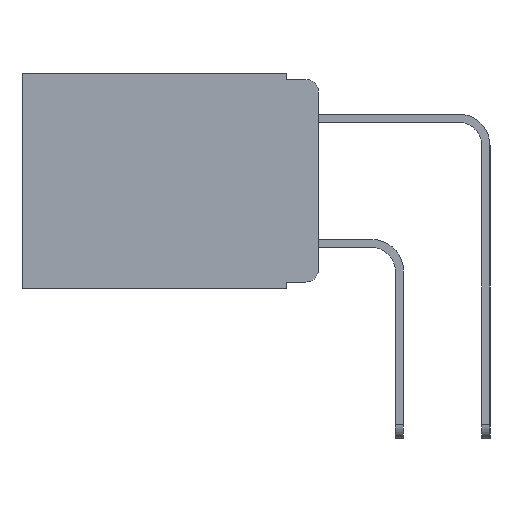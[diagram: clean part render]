
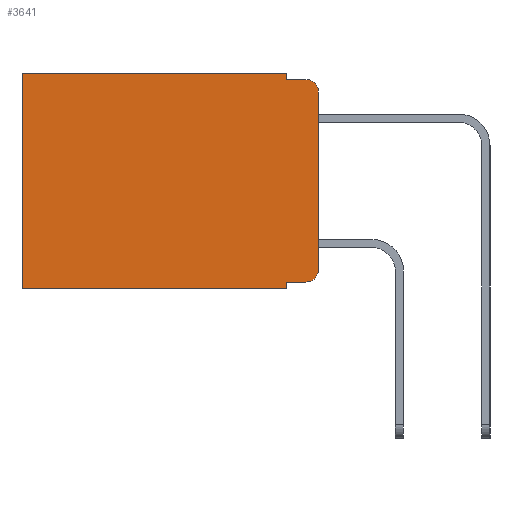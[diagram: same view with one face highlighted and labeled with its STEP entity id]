
A CAD part, left-side view. The second image highlights one B-rep face of the part: STEP entity #3641.
In plain terms, the highlighted planar face has unit normal (-1, 0, 0).
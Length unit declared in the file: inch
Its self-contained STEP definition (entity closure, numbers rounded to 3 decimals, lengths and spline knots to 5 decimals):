
#153 = LINE ( 'NONE', #7979, #8161 ) ;
#178 = CARTESIAN_POINT ( 'NONE',  ( 0.298, 0., 0. ) ) ;
#292 = ORIENTED_EDGE ( 'NONE', *, *, #1796, .F. ) ;
#333 = VECTOR ( 'NONE', #10692, 39.37008 ) ;
#388 = VERTEX_POINT ( 'NONE', #5993 ) ;
#423 = CARTESIAN_POINT ( 'NONE',  ( 0.298, 0.051, -0.333 ) ) ;
#621 = AXIS2_PLACEMENT_3D ( 'NONE', #10959, #10944, #12040 ) ;
#637 = ORIENTED_EDGE ( 'NONE', *, *, #1935, .T. ) ;
#985 = EDGE_CURVE ( 'NONE', #7579, #4953, #10447, .T. ) ;
#1245 = PLANE ( 'NONE',  #2635 ) ;
#1371 = LINE ( 'NONE', #8083, #9545 ) ;
#1462 = EDGE_CURVE ( 'NONE', #3142, #8392, #3073, .T. ) ;
#1796 = EDGE_CURVE ( 'NONE', #8398, #388, #153, .T. ) ;
#1820 = EDGE_CURVE ( 'NONE', #8398, #10260, #7853, .T. ) ;
#1837 = EDGE_CURVE ( 'NONE', #6640, #10260, #12775, .T. ) ;
#1857 = EDGE_CURVE ( 'NONE', #7579, #6640, #12249, .T. ) ;
#1879 = EDGE_CURVE ( 'NONE', #4953, #8392, #2058, .T. ) ;
#1907 = EDGE_CURVE ( 'NONE', #2773, #3142, #6902, .T. ) ;
#1912 = EDGE_CURVE ( 'NONE', #2773, #8074, #1371, .T. ) ;
#1935 = EDGE_CURVE ( 'NONE', #8074, #388, #11438, .T. ) ;
#2058 = LINE ( 'NONE', #12489, #7207 ) ;
#2073 = ORIENTED_EDGE ( 'NONE', *, *, #1879, .T. ) ;
#2603 = CARTESIAN_POINT ( 'NONE',  ( 0.298, 0., 0. ) ) ;
#2635 = AXIS2_PLACEMENT_3D ( 'NONE', #178, #10454, #4535 ) ;
#2773 = VERTEX_POINT ( 'NONE', #423 ) ;
#3073 = LINE ( 'NONE', #11077, #333 ) ;
#3142 = VERTEX_POINT ( 'NONE', #12295 ) ;
#3225 = ORIENTED_EDGE ( 'NONE', *, *, #1462, .F. ) ;
#3641 = ADVANCED_FACE ( 'NONE', ( #10073 ), #1245, .F. ) ;
#3644 = EDGE_LOOP ( 'NONE', ( #292, #12887, #12305, #11954, #10702, #2073, #3225, #4047, #3675, #637 ) ) ;
#3675 = ORIENTED_EDGE ( 'NONE', *, *, #1912, .T. ) ;
#4047 = ORIENTED_EDGE ( 'NONE', *, *, #1907, .F. ) ;
#4405 = CARTESIAN_POINT ( 'NONE',  ( 0.298, 0.02, -0.333 ) ) ;
#4535 = DIRECTION ( 'NONE',  ( 0., 0., -1. ) ) ;
#4739 = CARTESIAN_POINT ( 'NONE',  ( 0.298, 0.473, 0. ) ) ;
#4825 = CARTESIAN_POINT ( 'NONE',  ( 0.298, 0.051, 0. ) ) ;
#4953 = VERTEX_POINT ( 'NONE', #4739 ) ;
#5993 = CARTESIAN_POINT ( 'NONE',  ( 0.298, 0., -0.313 ) ) ;
#6640 = VERTEX_POINT ( 'NONE', #11535 ) ;
#6902 = LINE ( 'NONE', #4825, #9244 ) ;
#7207 = VECTOR ( 'NONE', #7808, 39.37008 ) ;
#7579 = VERTEX_POINT ( 'NONE', #8542 ) ;
#7808 = DIRECTION ( 'NONE',  ( 0., 0., -1. ) ) ;
#7853 = CIRCLE ( 'NONE', #10459, 0.02 ) ;
#7862 = VECTOR ( 'NONE', #8519, 39.37008 ) ;
#7979 = CARTESIAN_POINT ( 'NONE',  ( 0.298, 0., 0. ) ) ;
#8065 = DIRECTION ( 'NONE',  ( 0., -1., 0. ) ) ;
#8074 = VERTEX_POINT ( 'NONE', #4405 ) ;
#8083 = CARTESIAN_POINT ( 'NONE',  ( 0.298, 0.051, -0.333 ) ) ;
#8138 = DIRECTION ( 'NONE',  ( 0., 0., -1. ) ) ;
#8161 = VECTOR ( 'NONE', #8226, 39.37008 ) ;
#8226 = DIRECTION ( 'NONE',  ( 0., 0., -1. ) ) ;
#8392 = VERTEX_POINT ( 'NONE', #12540 ) ;
#8398 = VERTEX_POINT ( 'NONE', #11692 ) ;
#8519 = DIRECTION ( 'NONE',  ( 0., 1., 0. ) ) ;
#8542 = CARTESIAN_POINT ( 'NONE',  ( 0.298, 0.051, 0. ) ) ;
#9244 = VECTOR ( 'NONE', #8138, 39.37008 ) ;
#9545 = VECTOR ( 'NONE', #8065, 39.37008 ) ;
#9786 = CARTESIAN_POINT ( 'NONE',  ( 0.298, 0.051, -0.01 ) ) ;
#9846 = VECTOR ( 'NONE', #12854, 39.37008 ) ;
#10073 = FACE_OUTER_BOUND ( 'NONE', #3644, .T. ) ;
#10260 = VERTEX_POINT ( 'NONE', #11087 ) ;
#10447 = LINE ( 'NONE', #2603, #7862 ) ;
#10454 = DIRECTION ( 'NONE',  ( 1., 0., 0. ) ) ;
#10459 = AXIS2_PLACEMENT_3D ( 'NONE', #11804, #11425, #11422 ) ;
#10692 = DIRECTION ( 'NONE',  ( 0., 1., 0. ) ) ;
#10702 = ORIENTED_EDGE ( 'NONE', *, *, #985, .T. ) ;
#10944 = DIRECTION ( 'NONE',  ( -1., 0., 0. ) ) ;
#10959 = CARTESIAN_POINT ( 'NONE',  ( 0.298, 0.02, -0.313 ) ) ;
#11077 = CARTESIAN_POINT ( 'NONE',  ( 0.298, 0., -0.343 ) ) ;
#11087 = CARTESIAN_POINT ( 'NONE',  ( 0.298, 0.02, -0.01 ) ) ;
#11422 = DIRECTION ( 'NONE',  ( 0., 0., -1. ) ) ;
#11425 = DIRECTION ( 'NONE',  ( -1., 0., 0. ) ) ;
#11438 = CIRCLE ( 'NONE', #621, 0.02 ) ;
#11535 = CARTESIAN_POINT ( 'NONE',  ( 0.298, 0.051, -0.01 ) ) ;
#11692 = CARTESIAN_POINT ( 'NONE',  ( 0.298, 0., -0.03 ) ) ;
#11804 = CARTESIAN_POINT ( 'NONE',  ( 0.298, 0.02, -0.03 ) ) ;
#11954 = ORIENTED_EDGE ( 'NONE', *, *, #1857, .F. ) ;
#11967 = DIRECTION ( 'NONE',  ( 0., -1., 0. ) ) ;
#12040 = DIRECTION ( 'NONE',  ( 0., 0., -1. ) ) ;
#12249 = LINE ( 'NONE', #12324, #9846 ) ;
#12295 = CARTESIAN_POINT ( 'NONE',  ( 0.298, 0.051, -0.343 ) ) ;
#12305 = ORIENTED_EDGE ( 'NONE', *, *, #1837, .F. ) ;
#12324 = CARTESIAN_POINT ( 'NONE',  ( 0.298, 0.051, 0. ) ) ;
#12489 = CARTESIAN_POINT ( 'NONE',  ( 0.298, 0.473, 0. ) ) ;
#12511 = VECTOR ( 'NONE', #11967, 39.37008 ) ;
#12540 = CARTESIAN_POINT ( 'NONE',  ( 0.298, 0.473, -0.343 ) ) ;
#12775 = LINE ( 'NONE', #9786, #12511 ) ;
#12854 = DIRECTION ( 'NONE',  ( 0., 0., -1. ) ) ;
#12887 = ORIENTED_EDGE ( 'NONE', *, *, #1820, .T. ) ;
